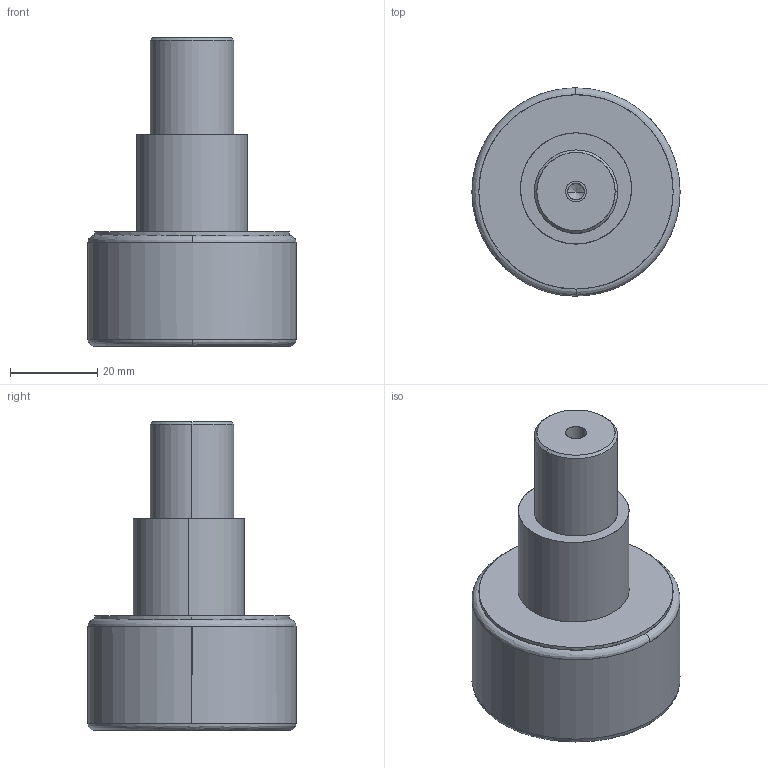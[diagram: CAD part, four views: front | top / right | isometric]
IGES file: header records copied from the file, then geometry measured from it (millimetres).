
Start section: SolidWorks IGES file using analytic representation for surfaces
Global section: file name: CFDEFAU03221628381087.igs; native system: SolidWorks 2013; preprocessor: SolidWorks 2013; author: partstream; date: 130322.162839; units: millimetre
Bounding box: 47.62 x 47.62 x 70.64 mm (x, y, z)
Surface area: 11222.1 mm2 (no closed solid volume)
Topology: 0 solids, 0 shells, 32 faces, 503 edges, 505 vertices
Faces by surface type: bspline 16, revolution 16
